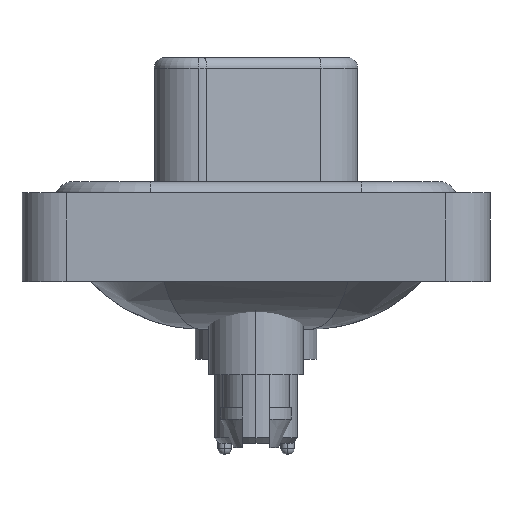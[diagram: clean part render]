
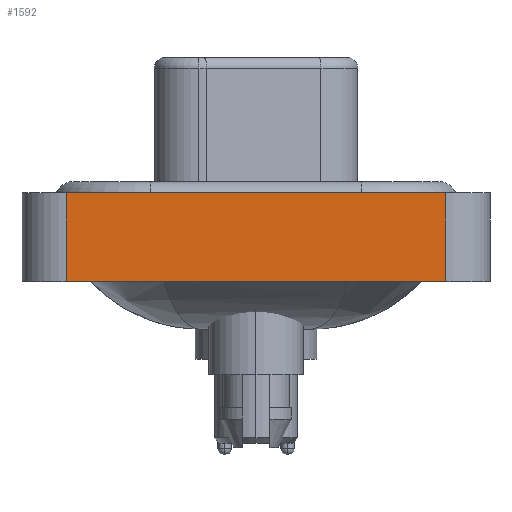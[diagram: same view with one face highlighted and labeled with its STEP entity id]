
A CAD part, left-side view. The second image highlights one B-rep face of the part: STEP entity #1592.
In plain terms, the highlighted planar face has unit normal (-1, 0, 0).
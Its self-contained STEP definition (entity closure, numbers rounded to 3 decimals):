
#179 = EDGE_CURVE ( 'NONE', #20936, #4917, #4707, .T. ) ;
#721 = ORIENTED_EDGE ( 'NONE', *, *, #12101, .F. ) ;
#905 = DIRECTION ( 'NONE',  ( -1., 0., 0. ) ) ;
#1592 = ADVANCED_FACE ( 'NONE', ( #8181 ), #21300, .T. ) ;
#1738 = EDGE_CURVE ( 'NONE', #20936, #22876, #14409, .T. ) ;
#1847 = CARTESIAN_POINT ( 'NONE',  ( -7.3, 8.55, 0.4 ) ) ;
#2767 = CARTESIAN_POINT ( 'NONE',  ( -7.3, -8.55, -3.6 ) ) ;
#2978 = CARTESIAN_POINT ( 'NONE',  ( -7.3, -8.55, -3.6 ) ) ;
#3237 = CARTESIAN_POINT ( 'NONE',  ( -7.3, -8.55, 0.4 ) ) ;
#3329 = DIRECTION ( 'NONE',  ( 0., 0., 1. ) ) ;
#4320 = CARTESIAN_POINT ( 'NONE',  ( -7.3, -8.55, -3.6 ) ) ;
#4418 = ORIENTED_EDGE ( 'NONE', *, *, #1738, .F. ) ;
#4489 = DIRECTION ( 'NONE',  ( 0., 0., 1. ) ) ;
#4707 = LINE ( 'NONE', #2978, #22318 ) ;
#4917 = VERTEX_POINT ( 'NONE', #4320 ) ;
#5082 = VERTEX_POINT ( 'NONE', #21606 ) ;
#6941 = CARTESIAN_POINT ( 'NONE',  ( -7.3, 8.55, -3.6 ) ) ;
#7032 = DIRECTION ( 'NONE',  ( 0., -1., 0. ) ) ;
#7842 = EDGE_CURVE ( 'NONE', #4917, #5082, #22358, .T. ) ;
#8181 = FACE_OUTER_BOUND ( 'NONE', #9285, .T. ) ;
#9285 = EDGE_LOOP ( 'NONE', ( #13796, #721, #4418, #17944 ) ) ;
#9528 = VECTOR ( 'NONE', #3329, 1000. ) ;
#10611 = DIRECTION ( 'NONE',  ( 0., 0., 1. ) ) ;
#12101 = EDGE_CURVE ( 'NONE', #22876, #5082, #14645, .T. ) ;
#12424 = CARTESIAN_POINT ( 'NONE',  ( -7.3, -8.55, -3.6 ) ) ;
#12565 = VECTOR ( 'NONE', #10611, 1000. ) ;
#13796 = ORIENTED_EDGE ( 'NONE', *, *, #7842, .T. ) ;
#14409 = LINE ( 'NONE', #6941, #12565 ) ;
#14645 = LINE ( 'NONE', #3237, #15378 ) ;
#15378 = VECTOR ( 'NONE', #22157, 1000. ) ;
#15737 = CARTESIAN_POINT ( 'NONE',  ( -7.3, 8.55, -3.6 ) ) ;
#17944 = ORIENTED_EDGE ( 'NONE', *, *, #179, .T. ) ;
#20936 = VERTEX_POINT ( 'NONE', #15737 ) ;
#21194 = AXIS2_PLACEMENT_3D ( 'NONE', #2767, #905, #4489 ) ;
#21300 = PLANE ( 'NONE',  #21194 ) ;
#21606 = CARTESIAN_POINT ( 'NONE',  ( -7.3, -8.55, 0.4 ) ) ;
#22157 = DIRECTION ( 'NONE',  ( 0., -1., 0. ) ) ;
#22318 = VECTOR ( 'NONE', #7032, 1000. ) ;
#22358 = LINE ( 'NONE', #12424, #9528 ) ;
#22876 = VERTEX_POINT ( 'NONE', #1847 ) ;
